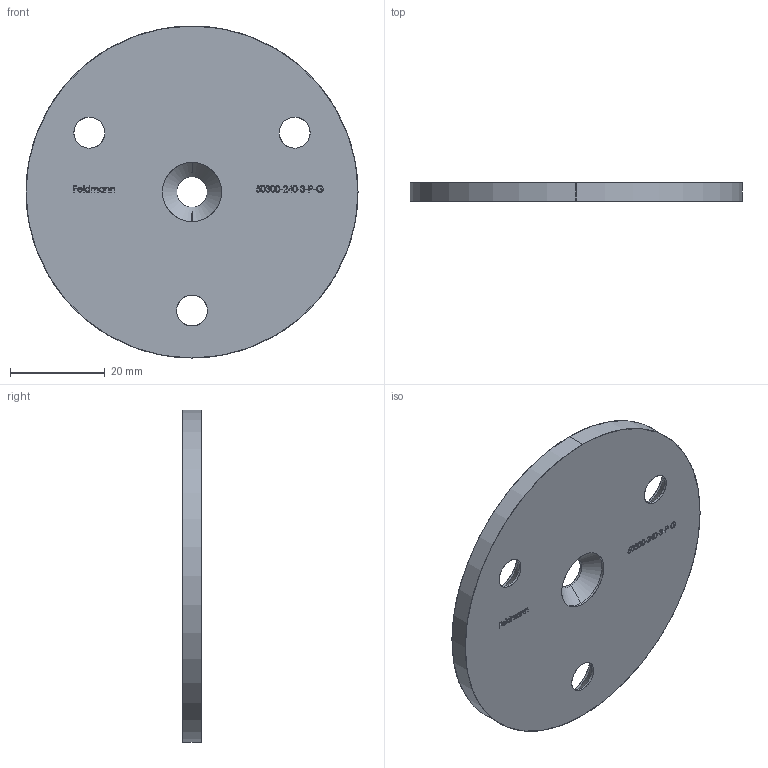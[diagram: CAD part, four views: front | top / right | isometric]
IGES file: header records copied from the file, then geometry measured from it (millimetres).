
Start section: SolidWorks IGES file using analytic representation for surfaces
Global section: file name: 50300-240-3-P-G.IGS; native system: SolidWorks 2018; preprocessor: SolidWorks 2018; author: Christian; date: 200922.144925; units: millimetre
Bounding box: 70 x 4 x 70 mm (x, y, z)
Surface area: 8591.1 mm2 (no closed solid volume)
Topology: 0 solids, 0 shells, 314 faces, 3922 edges, 3922 vertices
Faces by surface type: bspline 288, revolution 26
